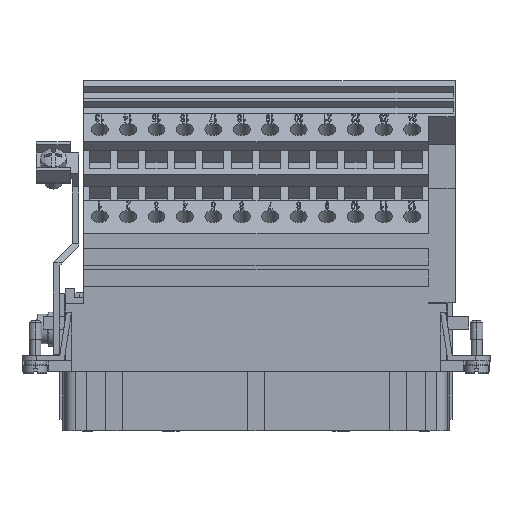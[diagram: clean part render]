
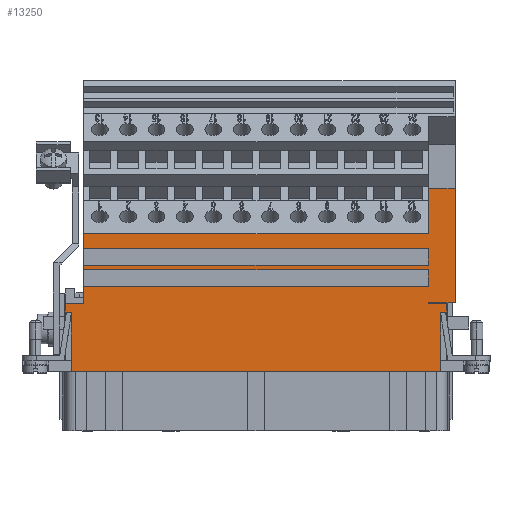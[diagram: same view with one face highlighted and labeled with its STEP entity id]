
A CAD part, top view. The second image highlights one B-rep face of the part: STEP entity #13250.
In plain terms, the highlighted planar face has unit normal (0, 0, 1).
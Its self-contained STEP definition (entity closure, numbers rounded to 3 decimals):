
#8698=CARTESIAN_POINT('',(43.5,0.0,17.0));
#8699=VERTEX_POINT('',#8698);
#8706=CARTESIAN_POINT('',(-43.5,0.0,17.0));
#8707=VERTEX_POINT('',#8706);
#8708=CARTESIAN_POINT('',(43.5,0.0,17.0));
#8709=DIRECTION('',(-1.0,0.0,0.0));
#8710=VECTOR('',#8709,87.);
#8711=LINE('',#8708,#8710);
#8712=EDGE_CURVE('',#8699,#8707,#8711,.T.);
#12851=CARTESIAN_POINT('',(-40.65,20.0,17.0));
#12852=VERTEX_POINT('',#12851);
#12859=CARTESIAN_POINT('',(40.65,20.0,17.0));
#12860=VERTEX_POINT('',#12859);
#12861=CARTESIAN_POINT('',(40.65,20.0,17.0));
#12862=DIRECTION('',(-1.0,0.0,0.0));
#12863=VECTOR('',#12862,81.3);
#12864=LINE('',#12861,#12863);
#12865=EDGE_CURVE('',#12860,#12852,#12864,.T.);
#12890=CARTESIAN_POINT('',(40.65,24.0,17.0));
#12891=VERTEX_POINT('',#12890);
#12892=CARTESIAN_POINT('',(40.65,24.0,17.0));
#12893=DIRECTION('',(0.0,-1.0,0.0));
#12894=VECTOR('',#12893,4.0);
#12895=LINE('',#12892,#12894);
#12896=EDGE_CURVE('',#12891,#12860,#12895,.T.);
#12921=CARTESIAN_POINT('',(-40.65,24.0,17.0));
#12922=VERTEX_POINT('',#12921);
#12923=CARTESIAN_POINT('',(-40.65,24.0,17.0));
#12924=DIRECTION('',(1.0,0.0,0.0));
#12925=VECTOR('',#12924,81.3);
#12926=LINE('',#12923,#12925);
#12927=EDGE_CURVE('',#12922,#12891,#12926,.T.);
#12970=CARTESIAN_POINT('',(-40.65,25.0,17.0));
#12971=VERTEX_POINT('',#12970);
#12978=CARTESIAN_POINT('',(40.65,25.0,17.0));
#12979=VERTEX_POINT('',#12978);
#12980=CARTESIAN_POINT('',(40.65,25.0,17.0));
#12981=DIRECTION('',(-1.0,0.0,0.0));
#12982=VECTOR('',#12981,81.3);
#12983=LINE('',#12980,#12982);
#12984=EDGE_CURVE('',#12979,#12971,#12983,.T.);
#13009=CARTESIAN_POINT('',(40.65,29.0,17.0));
#13010=VERTEX_POINT('',#13009);
#13011=CARTESIAN_POINT('',(40.65,29.0,17.0));
#13012=DIRECTION('',(0.0,-1.0,0.0));
#13013=VECTOR('',#13012,4.0);
#13014=LINE('',#13011,#13013);
#13015=EDGE_CURVE('',#13010,#12979,#13014,.T.);
#13040=CARTESIAN_POINT('',(-40.65,29.0,17.0));
#13041=VERTEX_POINT('',#13040);
#13042=CARTESIAN_POINT('',(-40.65,29.0,17.0));
#13043=DIRECTION('',(1.0,0.0,0.0));
#13044=VECTOR('',#13043,81.3);
#13045=LINE('',#13042,#13044);
#13046=EDGE_CURVE('',#13041,#13010,#13045,.T.);
#13074=CARTESIAN_POINT('',(-40.65,0.0,17.0));
#13075=DIRECTION('',(0.0,0.0,1.0));
#13076=DIRECTION('',(1.0,0.0,0.0));
#13077=AXIS2_PLACEMENT_3D('',#13074,#13075,#13076);
#13078=PLANE('',#13077);
#13079=ORIENTED_EDGE('',*,*,#12927,.T.);
#13080=ORIENTED_EDGE('',*,*,#12896,.T.);
#13081=ORIENTED_EDGE('',*,*,#12865,.T.);
#13082=CARTESIAN_POINT('',(-40.65,16.0,17.0));
#13083=VERTEX_POINT('',#13082);
#13084=CARTESIAN_POINT('',(-40.65,16.0,17.0));
#13085=DIRECTION('',(0.0,1.0,0.0));
#13086=VECTOR('',#13085,4.0);
#13087=LINE('',#13084,#13086);
#13088=EDGE_CURVE('',#13083,#12852,#13087,.T.);
#13089=ORIENTED_EDGE('',*,*,#13088,.F.);
#13090=CARTESIAN_POINT('',(-45.0,16.0,17.));
#13091=VERTEX_POINT('',#13090);
#13092=CARTESIAN_POINT('',(-40.65,16.0,17.0));
#13093=DIRECTION('',(-1.0,0.0,0.0));
#13094=VECTOR('',#13093,4.35);
#13095=LINE('',#13092,#13094);
#13096=EDGE_CURVE('',#13083,#13091,#13095,.T.);
#13097=ORIENTED_EDGE('',*,*,#13096,.T.);
#13098=CARTESIAN_POINT('',(-45.,14.,17.0));
#13099=VERTEX_POINT('',#13098);
#13100=CARTESIAN_POINT('',(-45.,14.,17.0));
#13101=DIRECTION('',(0.0,1.0,0.0));
#13102=VECTOR('',#13101,2.);
#13103=LINE('',#13100,#13102);
#13104=EDGE_CURVE('',#13099,#13091,#13103,.T.);
#13105=ORIENTED_EDGE('',*,*,#13104,.F.);
#13106=CARTESIAN_POINT('',(-44.686,14.,17.0));
#13107=VERTEX_POINT('',#13106);
#13108=CARTESIAN_POINT('',(-45.,14.,17.0));
#13109=DIRECTION('',(1.0,0.0,0.0));
#13110=VECTOR('',#13109,0.314);
#13111=LINE('',#13108,#13110);
#13112=EDGE_CURVE('',#13099,#13107,#13111,.T.);
#13113=ORIENTED_EDGE('',*,*,#13112,.T.);
#13114=CARTESIAN_POINT('',(-43.5,14.,17.0));
#13115=VERTEX_POINT('',#13114);
#13116=CARTESIAN_POINT('',(-44.686,14.,17.0));
#13117=DIRECTION('',(1.0,0.0,0.0));
#13118=VECTOR('',#13117,1.186);
#13119=LINE('',#13116,#13118);
#13120=EDGE_CURVE('',#13107,#13115,#13119,.T.);
#13121=ORIENTED_EDGE('',*,*,#13120,.T.);
#13122=CARTESIAN_POINT('',(-43.5,13.818,17.0));
#13123=VERTEX_POINT('',#13122);
#13124=CARTESIAN_POINT('',(-43.5,14.,17.0));
#13125=DIRECTION('',(0.,-1.0,0.0));
#13126=VECTOR('',#13125,0.182);
#13127=LINE('',#13124,#13126);
#13128=EDGE_CURVE('',#13115,#13123,#13127,.T.);
#13129=ORIENTED_EDGE('',*,*,#13128,.T.);
#13130=CARTESIAN_POINT('',(-43.5,13.818,17.0));
#13131=DIRECTION('',(0.0,-1.0,0.0));
#13132=VECTOR('',#13131,13.818);
#13133=LINE('',#13130,#13132);
#13134=EDGE_CURVE('',#13123,#8707,#13133,.T.);
#13135=ORIENTED_EDGE('',*,*,#13134,.T.);
#13136=ORIENTED_EDGE('',*,*,#8712,.F.);
#13137=CARTESIAN_POINT('',(43.5,13.818,17.0));
#13138=VERTEX_POINT('',#13137);
#13139=CARTESIAN_POINT('',(43.5,0.0,17.0));
#13140=DIRECTION('',(0.0,1.0,0.0));
#13141=VECTOR('',#13140,13.818);
#13142=LINE('',#13139,#13141);
#13143=EDGE_CURVE('',#8699,#13138,#13142,.T.);
#13144=ORIENTED_EDGE('',*,*,#13143,.T.);
#13145=CARTESIAN_POINT('',(43.5,14.,17.0));
#13146=VERTEX_POINT('',#13145);
#13147=CARTESIAN_POINT('',(43.5,13.818,17.0));
#13148=DIRECTION('',(0.0,1.0,0.0));
#13149=VECTOR('',#13148,0.182);
#13150=LINE('',#13147,#13149);
#13151=EDGE_CURVE('',#13138,#13146,#13150,.T.);
#13152=ORIENTED_EDGE('',*,*,#13151,.T.);
#13153=CARTESIAN_POINT('',(44.686,14.,17.0));
#13154=VERTEX_POINT('',#13153);
#13155=CARTESIAN_POINT('',(43.5,14.,17.0));
#13156=DIRECTION('',(1.0,0.0,0.0));
#13157=VECTOR('',#13156,1.186);
#13158=LINE('',#13155,#13157);
#13159=EDGE_CURVE('',#13146,#13154,#13158,.T.);
#13160=ORIENTED_EDGE('',*,*,#13159,.T.);
#13161=CARTESIAN_POINT('',(45.,14.,17.));
#13162=VERTEX_POINT('',#13161);
#13163=CARTESIAN_POINT('',(44.686,14.,17.0));
#13164=DIRECTION('',(1.0,0.0,0.0));
#13165=VECTOR('',#13164,0.314);
#13166=LINE('',#13163,#13165);
#13167=EDGE_CURVE('',#13154,#13162,#13166,.T.);
#13168=ORIENTED_EDGE('',*,*,#13167,.T.);
#13169=CARTESIAN_POINT('',(45.0,16.0,17.0));
#13170=VERTEX_POINT('',#13169);
#13171=CARTESIAN_POINT('',(45.,14.,17.));
#13172=DIRECTION('',(0.0,1.0,0.0));
#13173=VECTOR('',#13172,2.);
#13174=LINE('',#13171,#13173);
#13175=EDGE_CURVE('',#13162,#13170,#13174,.T.);
#13176=ORIENTED_EDGE('',*,*,#13175,.T.);
#13177=CARTESIAN_POINT('',(40.65,16.0,17.0));
#13178=VERTEX_POINT('',#13177);
#13179=CARTESIAN_POINT('',(45.0,16.0,17.0));
#13180=DIRECTION('',(-1.0,0.0,0.0));
#13181=VECTOR('',#13180,4.35);
#13182=LINE('',#13179,#13181);
#13183=EDGE_CURVE('',#13170,#13178,#13182,.T.);
#13184=ORIENTED_EDGE('',*,*,#13183,.T.);
#13185=CARTESIAN_POINT('',(40.65,16.2,17.0));
#13186=VERTEX_POINT('',#13185);
#13187=CARTESIAN_POINT('',(40.65,16.2,17.0));
#13188=DIRECTION('',(0.0,-1.0,0.0));
#13189=VECTOR('',#13188,0.2);
#13190=LINE('',#13187,#13189);
#13191=EDGE_CURVE('',#13186,#13178,#13190,.T.);
#13192=ORIENTED_EDGE('',*,*,#13191,.F.);
#13193=CARTESIAN_POINT('',(46.95,16.2,17.0));
#13194=VERTEX_POINT('',#13193);
#13195=CARTESIAN_POINT('',(46.95,16.2,17.0));
#13196=DIRECTION('',(-1.0,0.0,0.0));
#13197=VECTOR('',#13196,6.3);
#13198=LINE('',#13195,#13197);
#13199=EDGE_CURVE('',#13194,#13186,#13198,.T.);
#13200=ORIENTED_EDGE('',*,*,#13199,.F.);
#13201=CARTESIAN_POINT('',(46.95,43.2,17.));
#13202=VERTEX_POINT('',#13201);
#13203=CARTESIAN_POINT('',(46.95,43.2,17.));
#13204=DIRECTION('',(0.0,-1.0,0.0));
#13205=VECTOR('',#13204,27.);
#13206=LINE('',#13203,#13205);
#13207=EDGE_CURVE('',#13202,#13194,#13206,.T.);
#13208=ORIENTED_EDGE('',*,*,#13207,.F.);
#13209=CARTESIAN_POINT('',(40.65,43.2,17.));
#13210=VERTEX_POINT('',#13209);
#13211=CARTESIAN_POINT('',(46.95,43.2,17.));
#13212=DIRECTION('',(-1.0,0.0,0.0));
#13213=VECTOR('',#13212,6.3);
#13214=LINE('',#13211,#13213);
#13215=EDGE_CURVE('',#13202,#13210,#13214,.T.);
#13216=ORIENTED_EDGE('',*,*,#13215,.T.);
#13217=CARTESIAN_POINT('',(40.65,32.5,17.));
#13218=VERTEX_POINT('',#13217);
#13219=CARTESIAN_POINT('',(40.65,43.2,17.));
#13220=DIRECTION('',(0.0,-1.0,0.0));
#13221=VECTOR('',#13220,10.7);
#13222=LINE('',#13219,#13221);
#13223=EDGE_CURVE('',#13210,#13218,#13222,.T.);
#13224=ORIENTED_EDGE('',*,*,#13223,.T.);
#13225=CARTESIAN_POINT('',(-40.65,32.5,17.));
#13226=VERTEX_POINT('',#13225);
#13227=CARTESIAN_POINT('',(40.65,32.5,17.));
#13228=DIRECTION('',(-1.0,0.0,0.0));
#13229=VECTOR('',#13228,81.3);
#13230=LINE('',#13227,#13229);
#13231=EDGE_CURVE('',#13218,#13226,#13230,.T.);
#13232=ORIENTED_EDGE('',*,*,#13231,.T.);
#13233=CARTESIAN_POINT('',(-40.65,29.0,17.0));
#13234=DIRECTION('',(0.0,1.0,0.0));
#13235=VECTOR('',#13234,3.5);
#13236=LINE('',#13233,#13235);
#13237=EDGE_CURVE('',#13041,#13226,#13236,.T.);
#13238=ORIENTED_EDGE('',*,*,#13237,.F.);
#13239=ORIENTED_EDGE('',*,*,#13046,.T.);
#13240=ORIENTED_EDGE('',*,*,#13015,.T.);
#13241=ORIENTED_EDGE('',*,*,#12984,.T.);
#13242=CARTESIAN_POINT('',(-40.65,24.0,17.0));
#13243=DIRECTION('',(0.0,1.0,0.0));
#13244=VECTOR('',#13243,1.0);
#13245=LINE('',#13242,#13244);
#13246=EDGE_CURVE('',#12922,#12971,#13245,.T.);
#13247=ORIENTED_EDGE('',*,*,#13246,.F.);
#13248=EDGE_LOOP('',(#13079,#13080,#13081,#13089,#13097,#13105,#13113,#13121,#13129,#13135,#13136,#13144,#13152,#13160,#13168,#13176,#13184,#13192,#13200,#13208,#13216,#13224,#13232,#13238,#13239,#13240,#13241,#13247));
#13249=FACE_OUTER_BOUND('',#13248,.T.);
#13250=ADVANCED_FACE('',(#13249),#13078,.T.);
